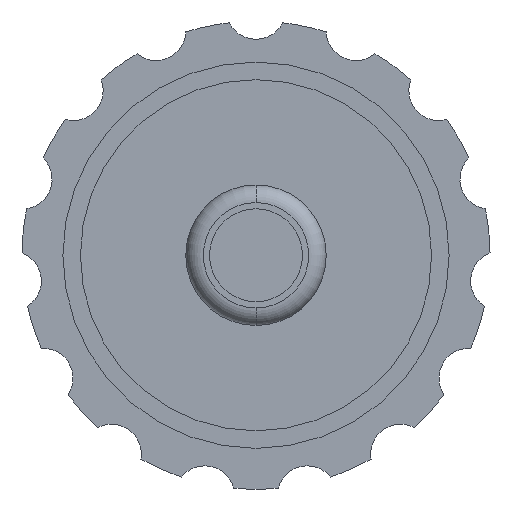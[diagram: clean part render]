
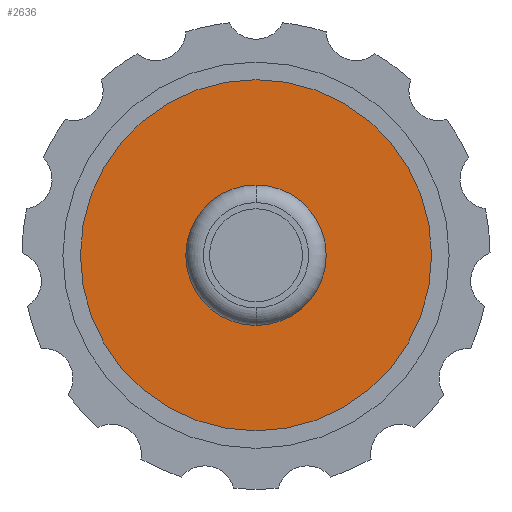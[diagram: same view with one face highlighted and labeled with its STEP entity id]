
A CAD part, left-side view. The second image highlights one B-rep face of the part: STEP entity #2636.
In plain terms, the highlighted planar face has unit normal (-1, 0, 0).
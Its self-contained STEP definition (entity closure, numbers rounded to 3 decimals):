
#3 = EDGE_LOOP ( 'NONE', ( #2565, #1608 ) ) ;
#44 = CIRCLE ( 'NONE', #98, 15. ) ;
#98 = AXIS2_PLACEMENT_3D ( 'NONE', #1157, #2315, #1215 ) ;
#121 = CARTESIAN_POINT ( 'NONE',  ( -10.04, 0., 0. ) ) ;
#185 = CIRCLE ( 'NONE', #473, 6. ) ;
#193 = EDGE_CURVE ( 'NONE', #1205, #1498, #185, .T. ) ;
#205 = EDGE_CURVE ( 'NONE', #2508, #2203, #285, .T. ) ;
#247 = DIRECTION ( 'NONE',  ( -1., 0., 0. ) ) ;
#285 = CIRCLE ( 'NONE', #1466, 15. ) ;
#293 = PLANE ( 'NONE',  #1299 ) ;
#473 = AXIS2_PLACEMENT_3D ( 'NONE', #1521, #1971, #2173 ) ;
#776 = DIRECTION ( 'NONE',  ( -1., 0., 0. ) ) ;
#1028 = CIRCLE ( 'NONE', #2313, 6. ) ;
#1037 = EDGE_CURVE ( 'NONE', #2203, #2508, #44, .T. ) ;
#1155 = FACE_BOUND ( 'NONE', #3, .T. ) ;
#1157 = CARTESIAN_POINT ( 'NONE',  ( -10.04, 0., 0. ) ) ;
#1174 = CARTESIAN_POINT ( 'NONE',  ( -10.04, 0., 0. ) ) ;
#1203 = ORIENTED_EDGE ( 'NONE', *, *, #205, .T. ) ;
#1205 = VERTEX_POINT ( 'NONE', #2213 ) ;
#1215 = DIRECTION ( 'NONE',  ( 0., 0., 1. ) ) ;
#1285 = ORIENTED_EDGE ( 'NONE', *, *, #1037, .T. ) ;
#1299 = AXIS2_PLACEMENT_3D ( 'NONE', #1174, #776, #2756 ) ;
#1466 = AXIS2_PLACEMENT_3D ( 'NONE', #121, #1491, #2001 ) ;
#1491 = DIRECTION ( 'NONE',  ( -1., 0., 0. ) ) ;
#1498 = VERTEX_POINT ( 'NONE', #1925 ) ;
#1521 = CARTESIAN_POINT ( 'NONE',  ( -10.04, 0., 0. ) ) ;
#1608 = ORIENTED_EDGE ( 'NONE', *, *, #2602, .F. ) ;
#1827 = FACE_OUTER_BOUND ( 'NONE', #2331, .T. ) ;
#1925 = CARTESIAN_POINT ( 'NONE',  ( -10.04, 0., -6. ) ) ;
#1971 = DIRECTION ( 'NONE',  ( -1., 0., 0. ) ) ;
#2001 = DIRECTION ( 'NONE',  ( 0., 0., 1. ) ) ;
#2173 = DIRECTION ( 'NONE',  ( 0., 0., 1. ) ) ;
#2203 = VERTEX_POINT ( 'NONE', #2912 ) ;
#2213 = CARTESIAN_POINT ( 'NONE',  ( -10.04, 0., 6. ) ) ;
#2313 = AXIS2_PLACEMENT_3D ( 'NONE', #2904, #247, #2322 ) ;
#2315 = DIRECTION ( 'NONE',  ( -1., 0., 0. ) ) ;
#2322 = DIRECTION ( 'NONE',  ( 0., 0., 1. ) ) ;
#2331 = EDGE_LOOP ( 'NONE', ( #1285, #1203 ) ) ;
#2508 = VERTEX_POINT ( 'NONE', #2935 ) ;
#2565 = ORIENTED_EDGE ( 'NONE', *, *, #193, .F. ) ;
#2602 = EDGE_CURVE ( 'NONE', #1498, #1205, #1028, .T. ) ;
#2636 = ADVANCED_FACE ( 'NONE', ( #1155, #1827 ), #293, .T. ) ;
#2756 = DIRECTION ( 'NONE',  ( 0., 0., 1. ) ) ;
#2904 = CARTESIAN_POINT ( 'NONE',  ( -10.04, 0., 0. ) ) ;
#2912 = CARTESIAN_POINT ( 'NONE',  ( -10.04, 0., 15. ) ) ;
#2935 = CARTESIAN_POINT ( 'NONE',  ( -10.04, 0., -15. ) ) ;
